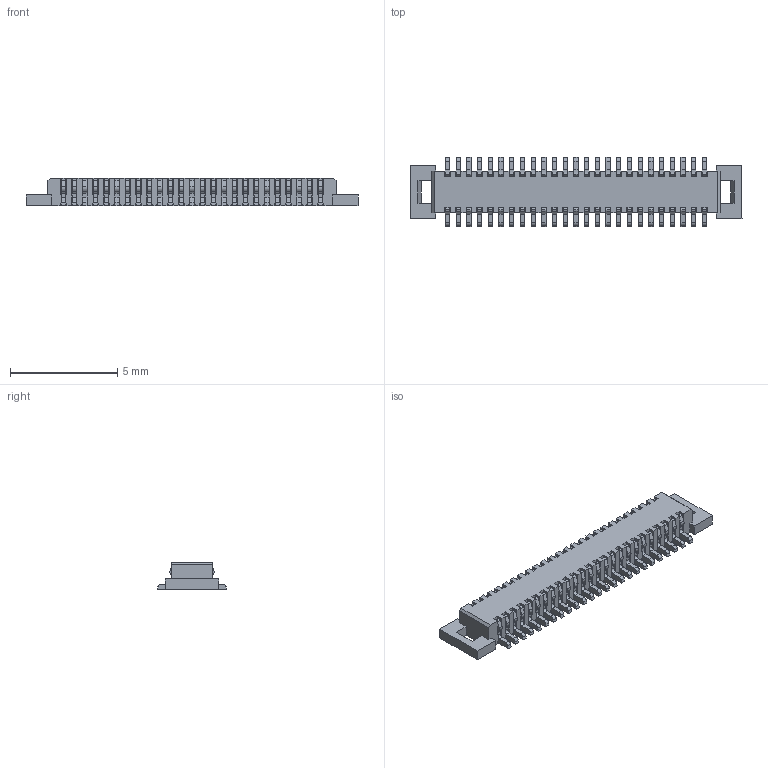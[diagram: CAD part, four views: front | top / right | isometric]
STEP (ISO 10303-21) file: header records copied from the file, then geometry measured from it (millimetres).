
FILE_DESCRIPTION((''),'2;1');
FILE_NAME('ASM0001_ASM','2024-03-13T',('工程三'),(''),'PRO/ENGINEER BY PARAMETRIC TECHNOLOGY CORPORATION, 2010280','PRO/ENGINEER BY PARAMETRIC TECHNOLOGY CORPORATION, 2010280','');
FILE_SCHEMA(('CONFIG_CONTROL_DESIGN'));
Products named in the file (1): ASM0001_ASM
Bounding box: 15.5 x 3.23 x 1.29 mm (x, y, z)
Volume: 34.5 mm3; surface area: 309 mm2
Topology: 1 solids, 1 shells, 2576 faces, 8223 edges, 5547 vertices
Faces by surface type: plane 1576, cylinder 1000
Entity records: 92421 total; most frequent: CARTESIAN_POINT 17666, ORIENTED_EDGE 16446, DIRECTION 15253, EDGE_CURVE 8223, VECTOR 5765, LINE 5765, VERTEX_POINT 5547, AXIS2_PLACEMENT_3D 4744
